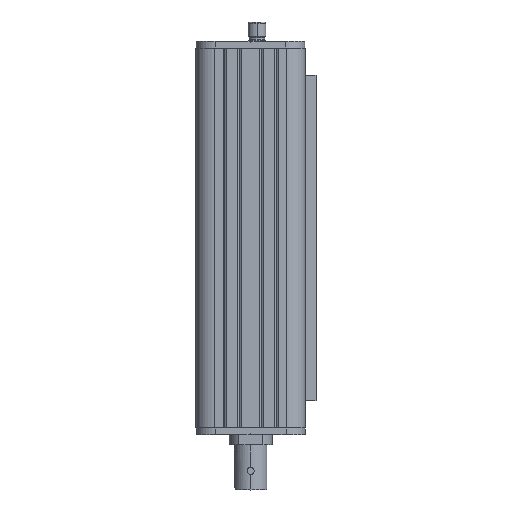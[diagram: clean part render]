
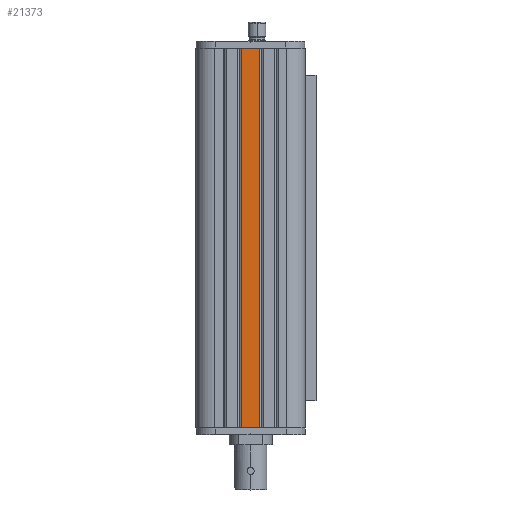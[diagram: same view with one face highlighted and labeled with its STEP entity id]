
A CAD part, left-side view. The second image highlights one B-rep face of the part: STEP entity #21373.
In plain terms, the highlighted planar face has unit normal (-1, 0, 0).
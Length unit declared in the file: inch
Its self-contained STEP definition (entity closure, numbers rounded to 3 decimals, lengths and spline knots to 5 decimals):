
#2137 = CARTESIAN_POINT ( 'NONE',  ( -1.06299, 0.07626, 1.5748 ) ) ;
#3826 = ORIENTED_EDGE ( 'NONE', *, *, #12822, .T. ) ;
#3930 = CARTESIAN_POINT ( 'NONE',  ( -1.06299, 0.07626, -1.5748 ) ) ;
#3959 = CARTESIAN_POINT ( 'NONE',  ( -1.06299, -0.07626, -1.5748 ) ) ;
#4588 = LINE ( 'NONE', #25729, #15371 ) ;
#6469 = VECTOR ( 'NONE', #39193, 39.37008 ) ;
#9232 = LINE ( 'NONE', #13083, #9897 ) ;
#9897 = VECTOR ( 'NONE', #21530, 39.37008 ) ;
#12321 = EDGE_LOOP ( 'NONE', ( #17755, #23024, #35666, #3826 ) ) ;
#12341 = DIRECTION ( 'NONE',  ( 0., 0., 1. ) ) ;
#12822 = EDGE_CURVE ( 'NONE', #29041, #25933, #9232, .T. ) ;
#13083 = CARTESIAN_POINT ( 'NONE',  ( -1.06299, -0.07626, -1.5748 ) ) ;
#13678 = CARTESIAN_POINT ( 'NONE',  ( -1.06299, 0.07626, -1.5748 ) ) ;
#15371 = VECTOR ( 'NONE', #38261, 39.37008 ) ;
#16453 = AXIS2_PLACEMENT_3D ( 'NONE', #13678, #25958, #38292 ) ;
#17755 = ORIENTED_EDGE ( 'NONE', *, *, #25224, .F. ) ;
#18001 = LINE ( 'NONE', #2137, #6469 ) ;
#20242 = CARTESIAN_POINT ( 'NONE',  ( -1.06299, 0.07626, 1.5748 ) ) ;
#21373 = ADVANCED_FACE ( 'NONE', ( #25761 ), #34685, .T. ) ;
#21530 = DIRECTION ( 'NONE',  ( 0., 0., 1. ) ) ;
#23024 = ORIENTED_EDGE ( 'NONE', *, *, #36581, .F. ) ;
#24574 = VECTOR ( 'NONE', #12341, 39.37008 ) ;
#25224 = EDGE_CURVE ( 'NONE', #38486, #25933, #18001, .T. ) ;
#25729 = CARTESIAN_POINT ( 'NONE',  ( -1.06299, 0.07626, -1.5748 ) ) ;
#25761 = FACE_OUTER_BOUND ( 'NONE', #12321, .T. ) ;
#25933 = VERTEX_POINT ( 'NONE', #27781 ) ;
#25958 = DIRECTION ( 'NONE',  ( -1., 0., 0. ) ) ;
#27781 = CARTESIAN_POINT ( 'NONE',  ( -1.06299, -0.07626, 1.5748 ) ) ;
#29041 = VERTEX_POINT ( 'NONE', #3959 ) ;
#31430 = VERTEX_POINT ( 'NONE', #3930 ) ;
#33475 = EDGE_CURVE ( 'NONE', #31430, #29041, #4588, .T. ) ;
#34685 = PLANE ( 'NONE',  #16453 ) ;
#35666 = ORIENTED_EDGE ( 'NONE', *, *, #33475, .T. ) ;
#36581 = EDGE_CURVE ( 'NONE', #31430, #38486, #36762, .T. ) ;
#36762 = LINE ( 'NONE', #39794, #24574 ) ;
#38261 = DIRECTION ( 'NONE',  ( 0., -1., 0. ) ) ;
#38292 = DIRECTION ( 'NONE',  ( 0., 0., 1. ) ) ;
#38486 = VERTEX_POINT ( 'NONE', #20242 ) ;
#39193 = DIRECTION ( 'NONE',  ( 0., -1., 0. ) ) ;
#39794 = CARTESIAN_POINT ( 'NONE',  ( -1.06299, 0.07626, -1.5748 ) ) ;
